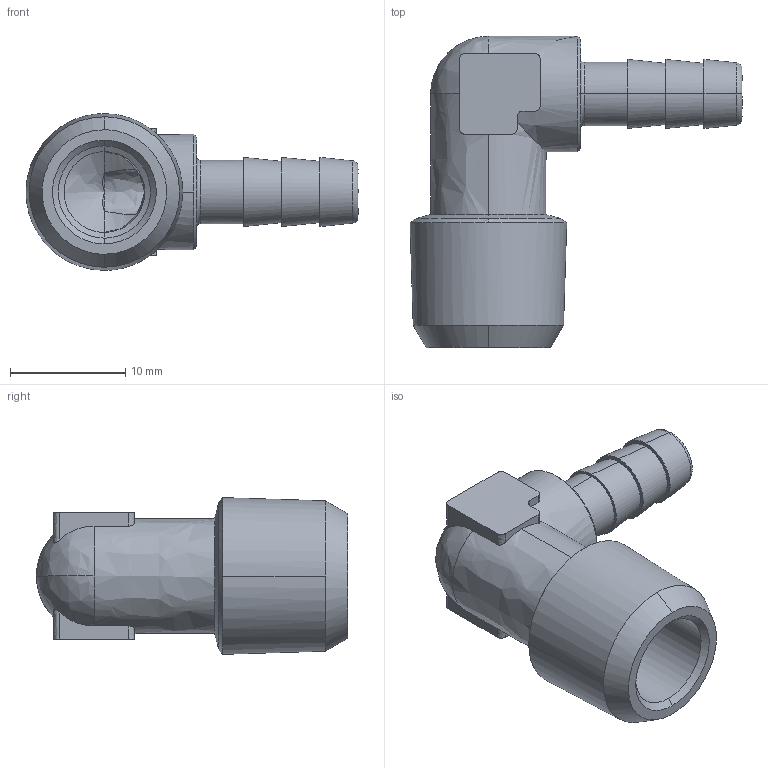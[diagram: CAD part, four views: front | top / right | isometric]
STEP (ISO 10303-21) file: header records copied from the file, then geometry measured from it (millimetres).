
FILE_DESCRIPTION (( 'STEP AP214' ), '1' );
FILE_NAME ('DRF.SP02-06_L.STEP', '2018-09-05T13:38:14', ( '' ), ( '' ), 'SwSTEP 2.0', 'SolidWorks 2018', '' );
FILE_SCHEMA (( 'AUTOMOTIVE_DESIGN' ));
Length unit declared in the file: millimetre
Products named in the file (1): DRF.SP02-06_L
Bounding box: 28.8 x 27 x 13.6 mm (x, y, z)
Volume: 2148.2 mm3; surface area: 2297.5 mm2
Topology: 1 solids, 1 shells, 77 faces, 199 edges, 123 vertices
Faces by surface type: bspline 77
Entity records: 3797 total; most frequent: CARTESIAN_POINT 2647, ORIENTED_EDGE 388, EDGE_CURVE 194, B_SPLINE_CURVE_WITH_KNOTS 141, VERTEX_POINT 123, EDGE_LOOP 83, FACE_OUTER_BOUND 77, ADVANCED_FACE 77
